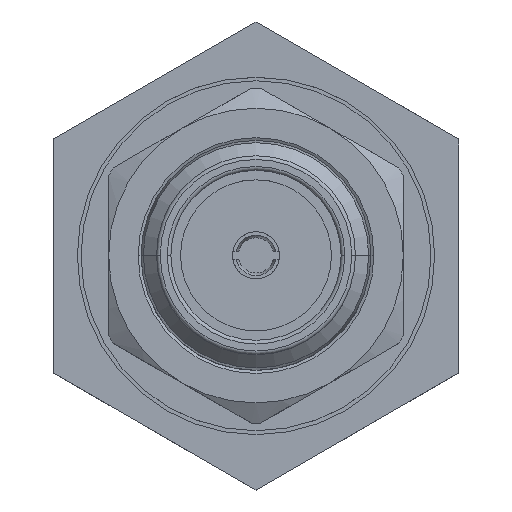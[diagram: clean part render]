
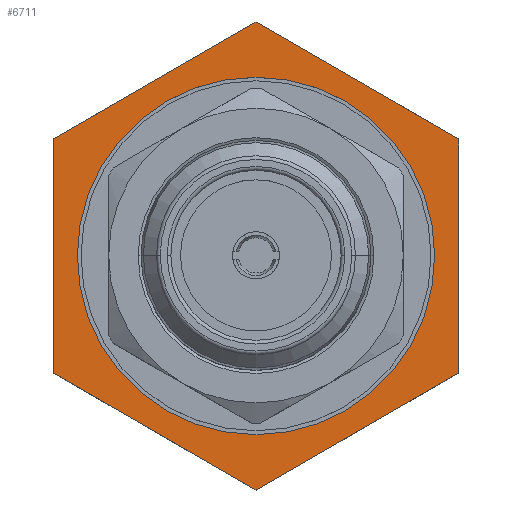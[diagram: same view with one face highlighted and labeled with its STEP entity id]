
A CAD part, top view. The second image highlights one B-rep face of the part: STEP entity #6711.
In plain terms, the highlighted planar face has unit normal (0, 0, 1).
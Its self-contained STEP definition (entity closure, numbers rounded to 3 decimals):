
#193 = DIRECTION ( 'NONE',  ( 1., 0., 0. ) ) ;
#263 = DIRECTION ( 'NONE',  ( 1., 0., 0. ) ) ;
#264 = CARTESIAN_POINT ( 'NONE',  ( -4.85, 0., -5.6 ) ) ;
#317 = EDGE_CURVE ( 'NONE', #5824, #7475, #461, .T. ) ;
#355 = DIRECTION ( 'NONE',  ( 0., 0., 1. ) ) ;
#370 = VECTOR ( 'NONE', #3919, 1000. ) ;
#413 = CARTESIAN_POINT ( 'NONE',  ( 0., 0., -5.6 ) ) ;
#461 = LINE ( 'NONE', #4252, #370 ) ;
#494 = AXIS2_PLACEMENT_3D ( 'NONE', #7737, #3909, #193 ) ;
#666 = CARTESIAN_POINT ( 'NONE',  ( 0., 6.351, -5.6 ) ) ;
#1065 = LINE ( 'NONE', #4842, #5910 ) ;
#1074 = VECTOR ( 'NONE', #5813, 1000. ) ;
#1078 = DIRECTION ( 'NONE',  ( 0.866, -0.5, 0. ) ) ;
#1182 = CARTESIAN_POINT ( 'NONE',  ( 5.5, -3.175, -5.6 ) ) ;
#1378 = ORIENTED_EDGE ( 'NONE', *, *, #4179, .T. ) ;
#1434 = EDGE_CURVE ( 'NONE', #6039, #6650, #4752, .T. ) ;
#1580 = EDGE_LOOP ( 'NONE', ( #3876, #2399, #4803, #3508, #4599, #1378 ) ) ;
#1630 = ORIENTED_EDGE ( 'NONE', *, *, #5956, .F. ) ;
#1979 = LINE ( 'NONE', #7001, #5322 ) ;
#2399 = ORIENTED_EDGE ( 'NONE', *, *, #317, .T. ) ;
#2424 = VERTEX_POINT ( 'NONE', #6768 ) ;
#2479 = DIRECTION ( 'NONE',  ( 0., 1., 0. ) ) ;
#2568 = EDGE_CURVE ( 'NONE', #4569, #5371, #5919, .T. ) ;
#2684 = CARTESIAN_POINT ( 'NONE',  ( 4.85, 0., -5.6 ) ) ;
#2690 = EDGE_CURVE ( 'NONE', #2424, #5824, #4018, .T. ) ;
#2766 = DIRECTION ( 'NONE',  ( 0., 0., -1. ) ) ;
#2849 = EDGE_CURVE ( 'NONE', #7947, #4569, #1065, .T. ) ;
#2873 = ORIENTED_EDGE ( 'NONE', *, *, #1434, .F. ) ;
#3248 = CARTESIAN_POINT ( 'NONE',  ( 5.5, -3.175, -5.6 ) ) ;
#3508 = ORIENTED_EDGE ( 'NONE', *, *, #2849, .T. ) ;
#3696 = CARTESIAN_POINT ( 'NONE',  ( -5.5, 3.175, -5.6 ) ) ;
#3806 = FACE_OUTER_BOUND ( 'NONE', #1580, .T. ) ;
#3876 = ORIENTED_EDGE ( 'NONE', *, *, #2690, .T. ) ;
#3909 = DIRECTION ( 'NONE',  ( 0., 0., 1. ) ) ;
#3919 = DIRECTION ( 'NONE',  ( -0.866, -0.5, 0. ) ) ;
#3996 = FACE_BOUND ( 'NONE', #6008, .T. ) ;
#4018 = LINE ( 'NONE', #7978, #5489 ) ;
#4179 = EDGE_CURVE ( 'NONE', #5371, #2424, #5609, .T. ) ;
#4252 = CARTESIAN_POINT ( 'NONE',  ( -5.5, 3.175, -5.6 ) ) ;
#4569 = VERTEX_POINT ( 'NONE', #7378 ) ;
#4599 = ORIENTED_EDGE ( 'NONE', *, *, #2568, .T. ) ;
#4752 = CIRCLE ( 'NONE', #7576, 4.85 ) ;
#4803 = ORIENTED_EDGE ( 'NONE', *, *, #6537, .T. ) ;
#4842 = CARTESIAN_POINT ( 'NONE',  ( -5.5, -3.175, -5.6 ) ) ;
#5322 = VECTOR ( 'NONE', #7650, 1000. ) ;
#5371 = VERTEX_POINT ( 'NONE', #3248 ) ;
#5393 = VECTOR ( 'NONE', #2479, 1000. ) ;
#5489 = VECTOR ( 'NONE', #7556, 1000. ) ;
#5609 = LINE ( 'NONE', #6947, #5393 ) ;
#5768 = CIRCLE ( 'NONE', #494, 4.85 ) ;
#5813 = DIRECTION ( 'NONE',  ( 0.866, 0.5, 0. ) ) ;
#5824 = VERTEX_POINT ( 'NONE', #666 ) ;
#5910 = VECTOR ( 'NONE', #1078, 1000. ) ;
#5919 = LINE ( 'NONE', #1182, #1074 ) ;
#5956 = EDGE_CURVE ( 'NONE', #6650, #6039, #5768, .T. ) ;
#6008 = EDGE_LOOP ( 'NONE', ( #1630, #2873 ) ) ;
#6039 = VERTEX_POINT ( 'NONE', #264 ) ;
#6537 = EDGE_CURVE ( 'NONE', #7475, #7947, #1979, .T. ) ;
#6614 = CARTESIAN_POINT ( 'NONE',  ( 0., 4.85, -5.6 ) ) ;
#6650 = VERTEX_POINT ( 'NONE', #2684 ) ;
#6711 = ADVANCED_FACE ( 'NONE', ( #3996, #3806 ), #7212, .F. ) ;
#6768 = CARTESIAN_POINT ( 'NONE',  ( 5.5, 3.175, -5.6 ) ) ;
#6947 = CARTESIAN_POINT ( 'NONE',  ( 5.5, 3.175, -5.6 ) ) ;
#7001 = CARTESIAN_POINT ( 'NONE',  ( -5.5, 3.175, -5.6 ) ) ;
#7212 = PLANE ( 'NONE',  #7951 ) ;
#7232 = DIRECTION ( 'NONE',  ( -1., 0., 0. ) ) ;
#7378 = CARTESIAN_POINT ( 'NONE',  ( 0., -6.351, -5.6 ) ) ;
#7475 = VERTEX_POINT ( 'NONE', #3696 ) ;
#7556 = DIRECTION ( 'NONE',  ( -0.866, 0.5, 0. ) ) ;
#7576 = AXIS2_PLACEMENT_3D ( 'NONE', #413, #355, #263 ) ;
#7650 = DIRECTION ( 'NONE',  ( 0., -1., 0. ) ) ;
#7737 = CARTESIAN_POINT ( 'NONE',  ( 0., 0., -5.6 ) ) ;
#7760 = CARTESIAN_POINT ( 'NONE',  ( -5.5, -3.175, -5.6 ) ) ;
#7947 = VERTEX_POINT ( 'NONE', #7760 ) ;
#7951 = AXIS2_PLACEMENT_3D ( 'NONE', #6614, #2766, #7232 ) ;
#7978 = CARTESIAN_POINT ( 'NONE',  ( 5.5, 3.175, -5.6 ) ) ;
